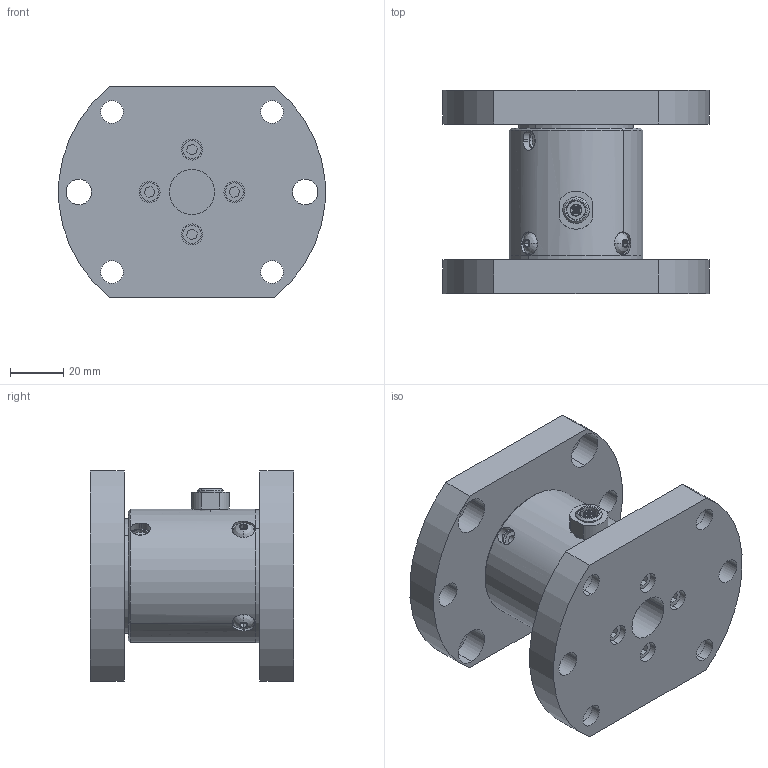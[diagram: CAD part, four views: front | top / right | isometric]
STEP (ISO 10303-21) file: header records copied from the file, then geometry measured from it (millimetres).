
FILE_DESCRIPTION((''),'2;1');
FILE_NAME('3d-Model.stp','2009-04-29T11:00:07',(''),(''),'Mechanical Desktop 2008','Mechanical Desktop 2008',', , ');
FILE_SCHEMA(('CONFIG_CONTROL_DESIGN'));
Length unit declared in the file: inch
Products named in the file (27): 3D-MODEL; $F2600-B; $F1051-E; ~~PART1; ~8-32X375; $F1090-A; ~PART1; INFO-SHEET#2; $F1346-B; SHC8-32; FM1949-A; PART1A; FM1949-A|26; FM1949-A|NEWDWG; FM1949-A|AVE_RENDER; FM1949-A|AVE_GLOBAL; FM1949-A|$F1089-f; FM1122; PART1; FM1122|26; FM1122|NEWDWG; FM1122|AVE_RENDER; FM1122|AVE_GLOBAL; ~~LEMO; LEMO; 26; NEWDWG
Assembly tree (1106 placements, depth 4):
  3D-MODEL
    $F2600-B
      $F1051-E
        ~~PART1
      ~8-32X375  x4
      $F1090-A
        ~PART1
    INFO-SHEET#2
    $F1346-B  x2
    SHC8-32  x8
    FM1949-A
      PART1A
      FM1949-A|26  x286
      FM1949-A|NEWDWG  x13
        FM1949-A|26
      FM1949-A|AVE_RENDER  x72
      FM1949-A|AVE_GLOBAL  x9
      FM1949-A|$F1089-f
    FM1122
      PART1
      FM1122|26  x286
      FM1122|NEWDWG  x13
        FM1122|26
      FM1122|AVE_RENDER  x72
      FM1122|AVE_GLOBAL  x9
    ~~LEMO
      LEMO
    26  x242
    NEWDWG  x11
      26
Bounding box: 99.74 x 76.2 x 78.74 mm (x, y, z)
Volume: 210902.2 mm3; surface area: 77435.7 mm2
Topology: 19 solids, 19 shells, 526 faces, 1199 edges, 757 vertices
Faces by surface type: cylinder 240, plane 190, cone 60, bspline 32, torus 4
Entity records: 18128 total; most frequent: DIRECTION 3704, CARTESIAN_POINT 3377, AXIS2_PLACEMENT_3D 1719, ORIENTED_EDGE 1306, PRODUCT_DEFINITION_SHAPE 1133, ITEM_DEFINED_TRANSFORMATION 1106, NEXT_ASSEMBLY_USAGE_OCCURRENCE 1106, CONTEXT_DEPENDENT_SHAPE_REPRESENTATION 1106
